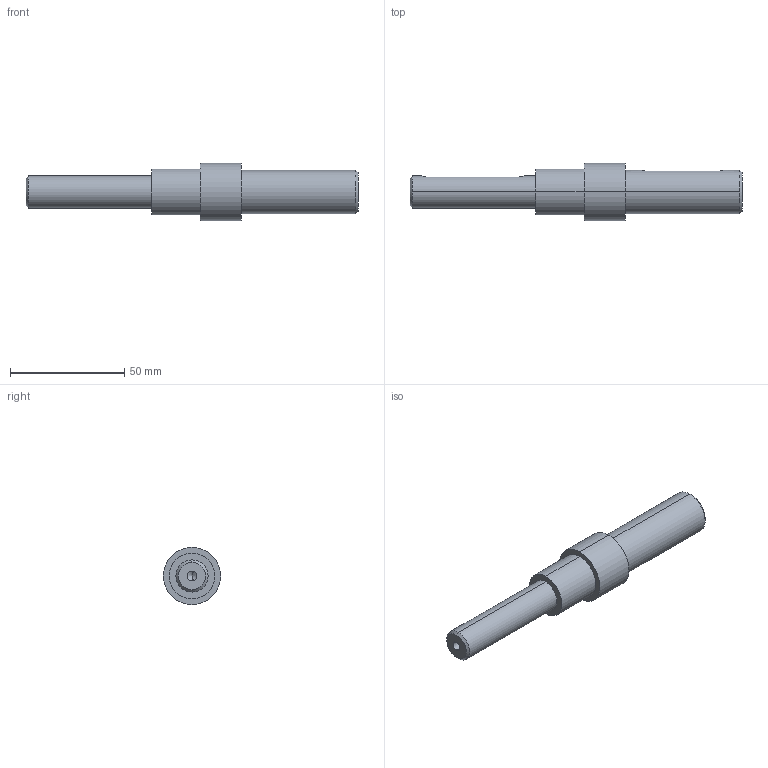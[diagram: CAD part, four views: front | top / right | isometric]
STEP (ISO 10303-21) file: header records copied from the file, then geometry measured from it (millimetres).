
FILE_DESCRIPTION (( 'STEP AP203' ), '1' );
FILE_NAME ('800.040.015.STEP', '2013-01-21T13:54:24', ( 'Alusic' ), ( 'Alusic' ), 'SwSTEP 2.0', 'SolidWorks 2011', '' );
FILE_SCHEMA (( 'CONFIG_CONTROL_DESIGN' ));
Length unit declared in the file: millimetre
Products named in the file (1): 800.040.015
Bounding box: 145 x 25 x 25 mm (x, y, z)
Volume: 36759.4 mm3; surface area: 9808.8 mm2
Topology: 1 solids, 1 shells, 31 faces, 66 edges, 41 vertices
Faces by surface type: cylinder 14, plane 11, cone 6
Entity records: 1019 total; most frequent: CARTESIAN_POINT 261, DIRECTION 152, ORIENTED_EDGE 128, EDGE_CURVE 64, AXIS2_PLACEMENT_3D 60, VERTEX_POINT 41, EDGE_LOOP 37, VECTOR 32
